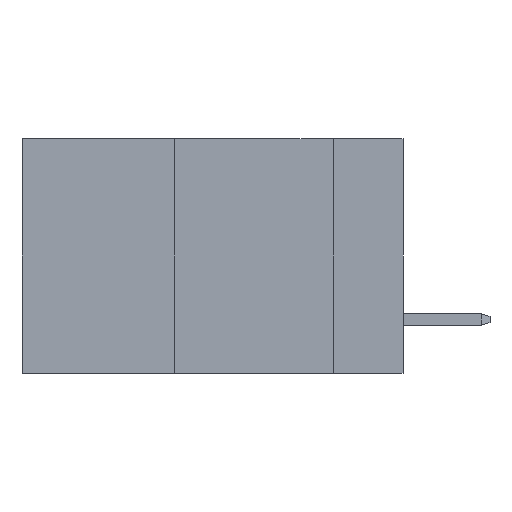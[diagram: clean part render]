
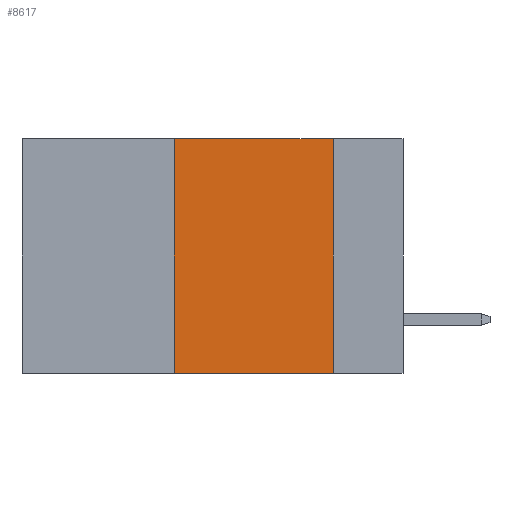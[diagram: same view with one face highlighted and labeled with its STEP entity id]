
A CAD part, left-side view. The second image highlights one B-rep face of the part: STEP entity #8617.
In plain terms, the highlighted planar face has unit normal (-1, 0, 0).
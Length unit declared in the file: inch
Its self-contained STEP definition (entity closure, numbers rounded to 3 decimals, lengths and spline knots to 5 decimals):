
#193 = ORIENTED_EDGE ( 'NONE', *, *, #16960, .T. ) ;
#1669 = ORIENTED_EDGE ( 'NONE', *, *, #25291, .F. ) ;
#3133 = CARTESIAN_POINT ( 'NONE',  ( 0., 0.36, -0.37 ) ) ;
#3428 = ORIENTED_EDGE ( 'NONE', *, *, #14615, .F. ) ;
#3863 = DIRECTION ( 'NONE',  ( 0., 0., -1. ) ) ;
#4733 = EDGE_CURVE ( 'NONE', #24724, #11924, #30285, .T. ) ;
#5679 = FACE_OUTER_BOUND ( 'NONE', #15752, .T. ) ;
#5705 = DIRECTION ( 'NONE',  ( 0., 0., 1. ) ) ;
#6012 = DIRECTION ( 'NONE',  ( 0., -1., 0. ) ) ;
#7360 = CARTESIAN_POINT ( 'NONE',  ( 0., 0.11, 0. ) ) ;
#8617 = ADVANCED_FACE ( 'NONE', ( #5679 ), #24773, .F. ) ;
#9623 = CARTESIAN_POINT ( 'NONE',  ( 0., 0.6, -0.37 ) ) ;
#10269 = CARTESIAN_POINT ( 'NONE',  ( 0., 0.36, 0. ) ) ;
#11924 = VERTEX_POINT ( 'NONE', #7360 ) ;
#12070 = CARTESIAN_POINT ( 'NONE',  ( 0., 0.36, 0. ) ) ;
#12611 = DIRECTION ( 'NONE',  ( 1., 0., 0. ) ) ;
#13003 = LINE ( 'NONE', #22662, #20893 ) ;
#14393 = AXIS2_PLACEMENT_3D ( 'NONE', #19882, #12611, #17511 ) ;
#14615 = EDGE_CURVE ( 'NONE', #11924, #19716, #13003, .T. ) ;
#15752 = EDGE_LOOP ( 'NONE', ( #3428, #25123, #1669, #193 ) ) ;
#16240 = CARTESIAN_POINT ( 'NONE',  ( 0., 0.11, -0.37 ) ) ;
#16960 = EDGE_CURVE ( 'NONE', #29576, #19716, #26194, .T. ) ;
#17511 = DIRECTION ( 'NONE',  ( 0., 0., -1. ) ) ;
#17986 = CARTESIAN_POINT ( 'NONE',  ( 0., 0.6, 0. ) ) ;
#18619 = VECTOR ( 'NONE', #6012, 39.37008 ) ;
#19716 = VERTEX_POINT ( 'NONE', #16240 ) ;
#19882 = CARTESIAN_POINT ( 'NONE',  ( 0., 0.6, 0. ) ) ;
#20799 = VECTOR ( 'NONE', #5705, 39.37008 ) ;
#20893 = VECTOR ( 'NONE', #3863, 39.37008 ) ;
#21455 = DIRECTION ( 'NONE',  ( 0., -1., 0. ) ) ;
#22662 = CARTESIAN_POINT ( 'NONE',  ( 0., 0.11, 0. ) ) ;
#24724 = VERTEX_POINT ( 'NONE', #12070 ) ;
#24773 = PLANE ( 'NONE',  #14393 ) ;
#25106 = LINE ( 'NONE', #10269, #20799 ) ;
#25123 = ORIENTED_EDGE ( 'NONE', *, *, #4733, .F. ) ;
#25291 = EDGE_CURVE ( 'NONE', #29576, #24724, #25106, .T. ) ;
#26194 = LINE ( 'NONE', #9623, #27544 ) ;
#27544 = VECTOR ( 'NONE', #21455, 39.37008 ) ;
#29576 = VERTEX_POINT ( 'NONE', #3133 ) ;
#30285 = LINE ( 'NONE', #17986, #18619 ) ;
